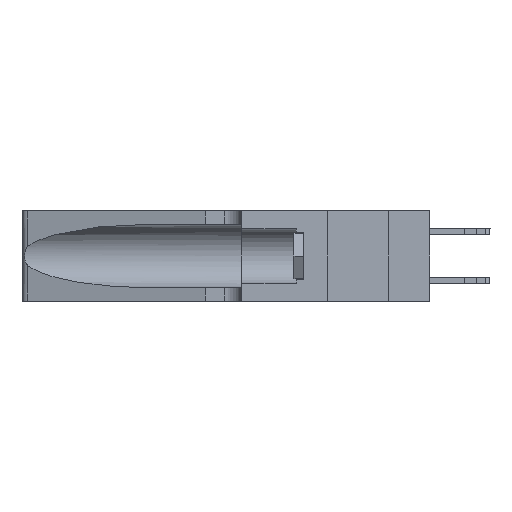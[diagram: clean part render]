
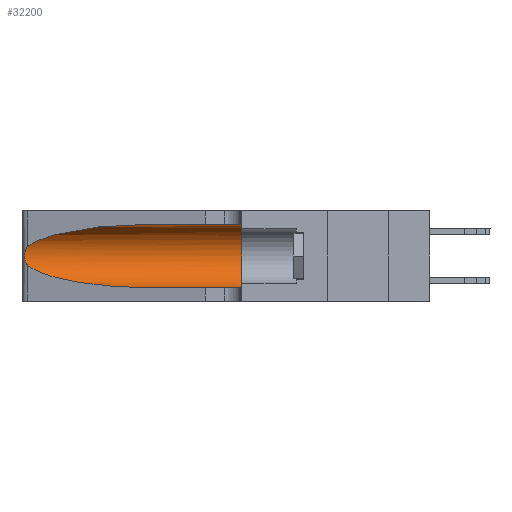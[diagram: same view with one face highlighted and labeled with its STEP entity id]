
A CAD part, left-side view. The second image highlights one B-rep face of the part: STEP entity #32200.
In plain terms, the highlighted cylindrical face has radius 3.308 mm (diameter 6.617 mm), a partial arc.
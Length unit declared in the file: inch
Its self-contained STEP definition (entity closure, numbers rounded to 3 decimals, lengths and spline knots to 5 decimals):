
#351 = EDGE_CURVE ( 'NONE', #12973, #25746, #15939, .T. ) ;
#1251 = EDGE_CURVE ( 'NONE', #24483, #13086, #13055, .T. ) ;
#1893 = VERTEX_POINT ( 'NONE', #7479 ) ;
#1949 =( BOUNDED_CURVE ( )  B_SPLINE_CURVE ( 3, ( #27932, #11697, #4415, #26271 ),
 .UNSPECIFIED., .F., .T. ) 
 B_SPLINE_CURVE_WITH_KNOTS ( ( 4, 4 ),
 ( 3.44316, 4.71239 ),
 .UNSPECIFIED. ) 
 CURVE ( )  GEOMETRIC_REPRESENTATION_ITEM ( )  RATIONAL_B_SPLINE_CURVE ( ( 1., 0.87, 0.87, 1. ) ) 
 REPRESENTATION_ITEM ( '' )  );
#2803 = CARTESIAN_POINT ( 'NONE',  ( 0.25555, 1.22994, 0.2215 ) ) ;
#3271 = ORIENTED_EDGE ( 'NONE', *, *, #351, .T. ) ;
#3585 = EDGE_CURVE ( 'NONE', #13086, #12973, #1949, .T. ) ;
#4415 = CARTESIAN_POINT ( 'NONE',  ( 0.18966, 0.96281, 0.05475 ) ) ;
#5880 = DIRECTION ( 'NONE',  ( 0., -1., 0. ) ) ;
#5888 = CARTESIAN_POINT ( 'NONE',  ( 0.26075, 1.23896, 0.19203 ) ) ;
#6127 = CARTESIAN_POINT ( 'NONE',  ( 0.25856, 1.23593, 0.16098 ) ) ;
#6370 = CARTESIAN_POINT ( 'NONE',  ( 0.25789, 1.23486, 0.15765 ) ) ;
#6604 = CARTESIAN_POINT ( 'NONE',  ( 0.25639, 1.23186, 0.15144 ) ) ;
#7211 = CARTESIAN_POINT ( 'NONE',  ( 0.1305, 0.72297, 0.31525 ) ) ;
#7238 = VERTEX_POINT ( 'NONE', #34164 ) ;
#7404 = CARTESIAN_POINT ( 'NONE',  ( 0.25487, 1.22718, 0.14631 ) ) ;
#7479 = CARTESIAN_POINT ( 'NONE',  ( 0.1305, 0.72297, 0.31525 ) ) ;
#7930 = CARTESIAN_POINT ( 'NONE',  ( 0.25639, 1.23184, 0.21858 ) ) ;
#8405 = CARTESIAN_POINT ( 'NONE',  ( 0.26018, 1.23835, 0.19895 ) ) ;
#9540 = ORIENTED_EDGE ( 'NONE', *, *, #3585, .T. ) ;
#10288 = CARTESIAN_POINT ( 'NONE',  ( 0.18966, 0.96281, 0.31525 ) ) ;
#11342 = DIRECTION ( 'NONE',  ( 0., 0., -1. ) ) ;
#11472 = CARTESIAN_POINT ( 'NONE',  ( 0.26075, 1.23896, 0.178 ) ) ;
#11697 = CARTESIAN_POINT ( 'NONE',  ( 0.2373, 1.15595, 0.08982 ) ) ;
#11828 = CARTESIAN_POINT ( 'NONE',  ( 0.25487, 1.22718, 0.14631 ) ) ;
#12282 = DIRECTION ( 'NONE',  ( 0., 1., 0. ) ) ;
#12973 = VERTEX_POINT ( 'NONE', #14982 ) ;
#13055 = B_SPLINE_CURVE_WITH_KNOTS ( 'NONE', 3,
 ( #13478, #2803, #7930, #16183, #16067, #8405, #5888, #11472, #22341, #6127, #6370, #6604, #25313, #11828 ),
 .UNSPECIFIED., .F., .F.,
 ( 4, 2, 2, 2, 2, 2, 4 ),
 ( 0., 0.00027, 0.00053, 0.00107, 0.0016, 0.00187, 0.00214 ),
 .UNSPECIFIED. ) ;
#13086 = VERTEX_POINT ( 'NONE', #7404 ) ;
#13478 = CARTESIAN_POINT ( 'NONE',  ( 0.25487, 1.22718, 0.22369 ) ) ;
#13581 = ORIENTED_EDGE ( 'NONE', *, *, #27479, .F. ) ;
#14180 = ORIENTED_EDGE ( 'NONE', *, *, #14526, .F. ) ;
#14526 = EDGE_CURVE ( 'NONE', #1893, #7238, #25084, .T. ) ;
#14982 = CARTESIAN_POINT ( 'NONE',  ( 0.1305, 0.72297, 0.05475 ) ) ;
#15712 = CARTESIAN_POINT ( 'NONE',  ( 0.25487, 1.22718, 0.22369 ) ) ;
#15939 = LINE ( 'NONE', #18560, #30401 ) ;
#16067 = CARTESIAN_POINT ( 'NONE',  ( 0.25854, 1.2359, 0.20912 ) ) ;
#16183 = CARTESIAN_POINT ( 'NONE',  ( 0.25787, 1.23484, 0.2124 ) ) ;
#16526 = CIRCLE ( 'NONE', #32317, 0.13025 ) ;
#16729 =( BOUNDED_CURVE ( )  B_SPLINE_CURVE ( 3, ( #7211, #10288, #23405, #15712 ),
 .UNSPECIFIED., .F., .T. ) 
 B_SPLINE_CURVE_WITH_KNOTS ( ( 4, 4 ),
 ( 1.5708, 2.84003 ),
 .UNSPECIFIED. ) 
 CURVE ( )  GEOMETRIC_REPRESENTATION_ITEM ( )  RATIONAL_B_SPLINE_CURVE ( ( 1., 0.87, 0.87, 1. ) ) 
 REPRESENTATION_ITEM ( '' )  );
#17914 = DIRECTION ( 'NONE',  ( 0., 0., 1. ) ) ;
#18560 = CARTESIAN_POINT ( 'NONE',  ( 0.1305, 1.61858, 0.05475 ) ) ;
#18896 = DIRECTION ( 'NONE',  ( 0., -1., 0. ) ) ;
#19558 = VECTOR ( 'NONE', #18896, 39.37008 ) ;
#19640 = FACE_OUTER_BOUND ( 'NONE', #21366, .T. ) ;
#20260 = CARTESIAN_POINT ( 'NONE',  ( 0.1305, 0.35, 0.05475 ) ) ;
#21366 = EDGE_LOOP ( 'NONE', ( #23496, #24038, #9540, #3271, #13581, #14180 ) ) ;
#22341 = CARTESIAN_POINT ( 'NONE',  ( 0.26017, 1.23833, 0.17102 ) ) ;
#23405 = CARTESIAN_POINT ( 'NONE',  ( 0.2373, 1.15595, 0.28018 ) ) ;
#23496 = ORIENTED_EDGE ( 'NONE', *, *, #26586, .T. ) ;
#24038 = ORIENTED_EDGE ( 'NONE', *, *, #1251, .T. ) ;
#24483 = VERTEX_POINT ( 'NONE', #34935 ) ;
#25084 = LINE ( 'NONE', #29472, #19558 ) ;
#25313 = CARTESIAN_POINT ( 'NONE',  ( 0.25555, 1.22993, 0.14849 ) ) ;
#25746 = VERTEX_POINT ( 'NONE', #20260 ) ;
#26271 = CARTESIAN_POINT ( 'NONE',  ( 0.1305, 0.72297, 0.05475 ) ) ;
#26586 = EDGE_CURVE ( 'NONE', #1893, #24483, #16729, .T. ) ;
#27479 = EDGE_CURVE ( 'NONE', #7238, #25746, #16526, .T. ) ;
#27932 = CARTESIAN_POINT ( 'NONE',  ( 0.25487, 1.22718, 0.14631 ) ) ;
#28636 = CARTESIAN_POINT ( 'NONE',  ( 0.1305, 0.35, 0.185 ) ) ;
#29015 = CYLINDRICAL_SURFACE ( 'NONE', #29456, 0.13025 ) ;
#29456 = AXIS2_PLACEMENT_3D ( 'NONE', #32690, #5880, #11342 ) ;
#29472 = CARTESIAN_POINT ( 'NONE',  ( 0.1305, 1.61858, 0.31525 ) ) ;
#30401 = VECTOR ( 'NONE', #31662, 39.37008 ) ;
#31662 = DIRECTION ( 'NONE',  ( 0., -1., 0. ) ) ;
#32200 = ADVANCED_FACE ( 'NONE', ( #19640 ), #29015, .F. ) ;
#32317 = AXIS2_PLACEMENT_3D ( 'NONE', #28636, #12282, #17914 ) ;
#32690 = CARTESIAN_POINT ( 'NONE',  ( 0.1305, 1.61858, 0.185 ) ) ;
#34164 = CARTESIAN_POINT ( 'NONE',  ( 0.1305, 0.35, 0.31525 ) ) ;
#34935 = CARTESIAN_POINT ( 'NONE',  ( 0.25487, 1.22718, 0.22369 ) ) ;
